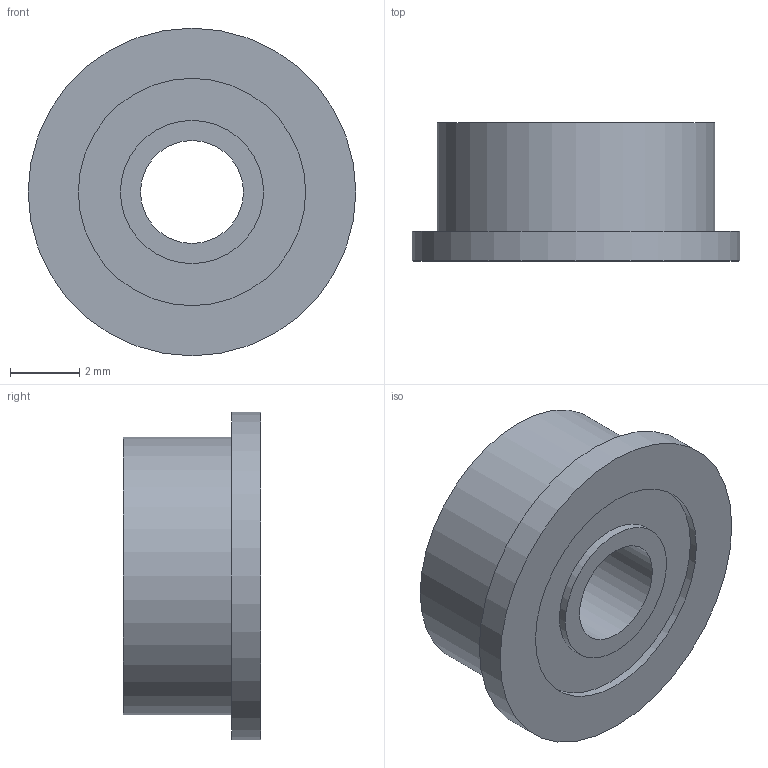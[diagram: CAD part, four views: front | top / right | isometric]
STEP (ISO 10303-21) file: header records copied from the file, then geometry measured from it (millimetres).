
FILE_DESCRIPTION(/* description */ (''),/* implementation_level */ '2;1');
FILE_NAME(/* name */ 'Tetrix_739063_Bearing.ipt.stp',/* time_stamp */ '2014-12-18T17:45:58-08:00',/* author */ ('Autodesk Inc.'),/* organization */ ('Autodesk Inc.'),/* preprocessor_version */ 'ST-DEVELOPER v15.6',/* originating_system */ 'Autodesk Inventor 2015',/* authorisation */ '');
FILE_SCHEMA (('AUTOMOTIVE_DESIGN { 1 0 10303 214 3 1 1 }'));
Length unit declared in the file: millimetre
Products named in the file (1): Tetrix_739063_Bearing
Bounding box: 9.45 x 3.98 x 9.45 mm (x, y, z)
Volume: 179.6 mm3; surface area: 283.6 mm2
Topology: 1 solids, 1 shells, 14 faces, 21 edges, 14 vertices
Faces by surface type: plane 7, cylinder 7
Full cylindrical faces by diameter (mm): 2.97 x1, 4.13 x2, 6.56 x2, 8 x1, 9.45 x1
Entity records: 340 total; most frequent: DIRECTION 58, CARTESIAN_POINT 43, AXIS2_PLACEMENT_3D 29, EDGE_LOOP 28, ORIENTED_EDGE 28, STYLED_ITEM 15, FACE_BOUND 14, FACE_OUTER_BOUND 14
